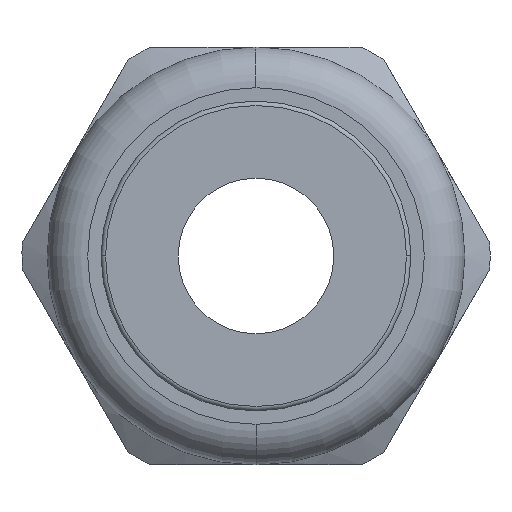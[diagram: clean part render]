
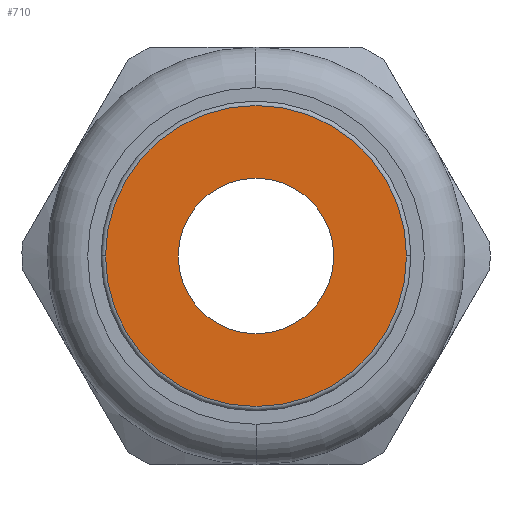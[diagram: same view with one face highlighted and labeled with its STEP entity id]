
A CAD part, left-side view. The second image highlights one B-rep face of the part: STEP entity #710.
In plain terms, the highlighted planar face has unit normal (-1, 0, 0).
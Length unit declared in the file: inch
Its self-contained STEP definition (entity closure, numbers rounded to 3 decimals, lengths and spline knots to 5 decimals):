
#408 = ORIENTED_EDGE ( 'NONE', *, *, #716, .T. ) ;
#651 = ORIENTED_EDGE ( 'NONE', *, *, #751, .T. ) ;
#652 = ORIENTED_EDGE ( 'NONE', *, *, #653, .T. ) ;
#653 = EDGE_CURVE ( 'NONE', #749, #752, #2659, .T. ) ;
#654 = EDGE_LOOP ( 'NONE', ( #655, #408 ) ) ;
#655 = ORIENTED_EDGE ( 'NONE', *, *, #656, .T. ) ;
#656 = EDGE_CURVE ( 'NONE', #718, #717, #2654, .T. ) ;
#710 = ADVANCED_FACE ( 'NONE', ( #2738, #2737 ), #2736, .T. ) ;
#711 = EDGE_LOOP ( 'NONE', ( #651, #652 ) ) ;
#716 = EDGE_CURVE ( 'NONE', #717, #718, #2788, .T. ) ;
#717 = VERTEX_POINT ( 'NONE', #2783 ) ;
#718 = VERTEX_POINT ( 'NONE', #2782 ) ;
#749 = VERTEX_POINT ( 'NONE', #2794 ) ;
#751 = EDGE_CURVE ( 'NONE', #752, #749, #2793, .T. ) ;
#752 = VERTEX_POINT ( 'NONE', #2853 ) ;
#2650 = DIRECTION ( 'NONE',  ( 0., 1., 0. ) ) ;
#2651 = DIRECTION ( 'NONE',  ( 1., 0., 0. ) ) ;
#2652 = CARTESIAN_POINT ( 'NONE',  ( -1.04, 0., 0. ) ) ;
#2653 = AXIS2_PLACEMENT_3D ( 'NONE', #2652, #2651, #2650 ) ;
#2654 = CIRCLE ( 'NONE', #2653, 0.175 ) ;
#2655 = DIRECTION ( 'NONE',  ( 0., -1., 0. ) ) ;
#2656 = DIRECTION ( 'NONE',  ( -1., 0., 0. ) ) ;
#2657 = CARTESIAN_POINT ( 'NONE',  ( -1.04, 0., 0. ) ) ;
#2658 = AXIS2_PLACEMENT_3D ( 'NONE', #2657, #2656, #2655 ) ;
#2659 = CIRCLE ( 'NONE', #2658, 0.3385 ) ;
#2732 = DIRECTION ( 'NONE',  ( 0., -1., 0. ) ) ;
#2733 = DIRECTION ( 'NONE',  ( -1., 0., 0. ) ) ;
#2734 = CARTESIAN_POINT ( 'NONE',  ( -1.04, 0.3485, 0. ) ) ;
#2735 = AXIS2_PLACEMENT_3D ( 'NONE', #2734, #2733, #2732 ) ;
#2736 = PLANE ( 'NONE',  #2735 ) ;
#2737 = FACE_BOUND ( 'NONE', #654, .T. ) ;
#2738 = FACE_OUTER_BOUND ( 'NONE', #711, .T. ) ;
#2782 = CARTESIAN_POINT ( 'NONE',  ( -1.04, 0.175, 0. ) ) ;
#2783 = CARTESIAN_POINT ( 'NONE',  ( -1.04, -0.175, 0. ) ) ;
#2784 = DIRECTION ( 'NONE',  ( 0., 1., 0. ) ) ;
#2785 = DIRECTION ( 'NONE',  ( 1., 0., 0. ) ) ;
#2786 = CARTESIAN_POINT ( 'NONE',  ( -1.04, 0., 0. ) ) ;
#2787 = AXIS2_PLACEMENT_3D ( 'NONE', #2786, #2785, #2784 ) ;
#2788 = CIRCLE ( 'NONE', #2787, 0.175 ) ;
#2789 = DIRECTION ( 'NONE',  ( 0., -1., 0. ) ) ;
#2790 = DIRECTION ( 'NONE',  ( -1., 0., 0. ) ) ;
#2791 = CARTESIAN_POINT ( 'NONE',  ( -1.04, 0., 0. ) ) ;
#2792 = AXIS2_PLACEMENT_3D ( 'NONE', #2791, #2790, #2789 ) ;
#2793 = CIRCLE ( 'NONE', #2792, 0.3385 ) ;
#2794 = CARTESIAN_POINT ( 'NONE',  ( -1.04, 0.3385, 0. ) ) ;
#2853 = CARTESIAN_POINT ( 'NONE',  ( -1.04, -0.3385, 0. ) ) ;
